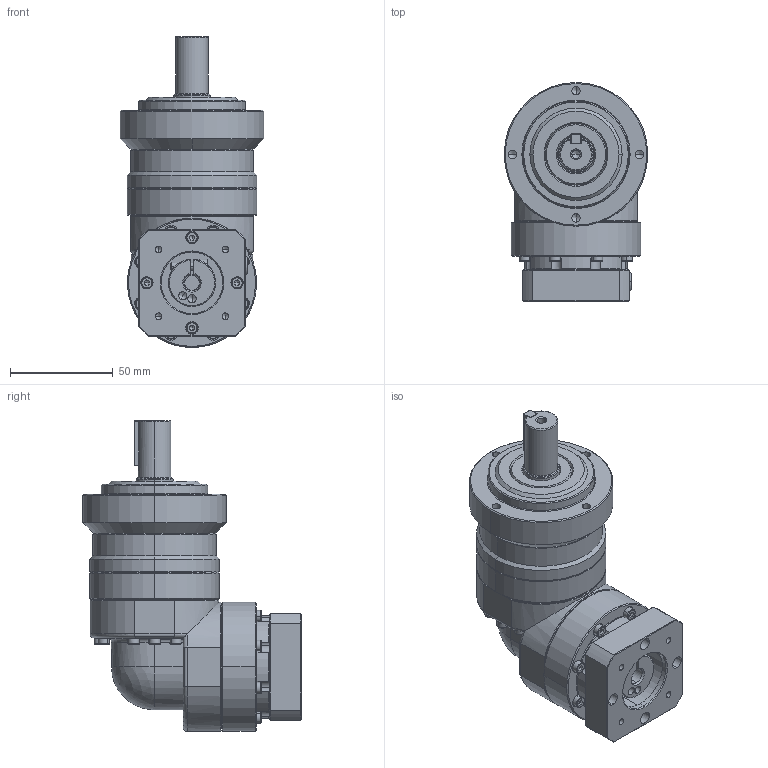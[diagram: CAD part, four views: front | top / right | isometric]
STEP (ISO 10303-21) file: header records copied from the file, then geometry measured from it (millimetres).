
FILE_DESCRIPTION (( 'STEP AP214' ), '1' );
FILE_NAME ('PGB070-10A1.STEP', '2015-05-04T18:10:20', ( '' ), ( '' ), 'SwSTEP 2.0', 'SolidWorks 2014', '' );
FILE_SCHEMA (( 'AUTOMOTIVE_DESIGN' ));
Length unit declared in the file: inch
Products named in the file (1): PGB070-10A1
Bounding box: 70 x 106.5 x 151.5 mm (x, y, z)
Volume: 421593.2 mm3; surface area: 49697.4 mm2
Topology: 1 solids, 9 shells, 700 faces, 1800 edges, 1112 vertices
Faces by surface type: plane 281, cylinder 191, cone 134, torus 92, sphere 2
Entity records: 25622 total; most frequent: CARTESIAN_POINT 4568, DIRECTION 3574, ORIENTED_EDGE 3458, EDGE_CURVE 1729, AXIS2_PLACEMENT_3D 1422, VERTEX_POINT 1110, EDGE_LOOP 785, VECTOR 730
